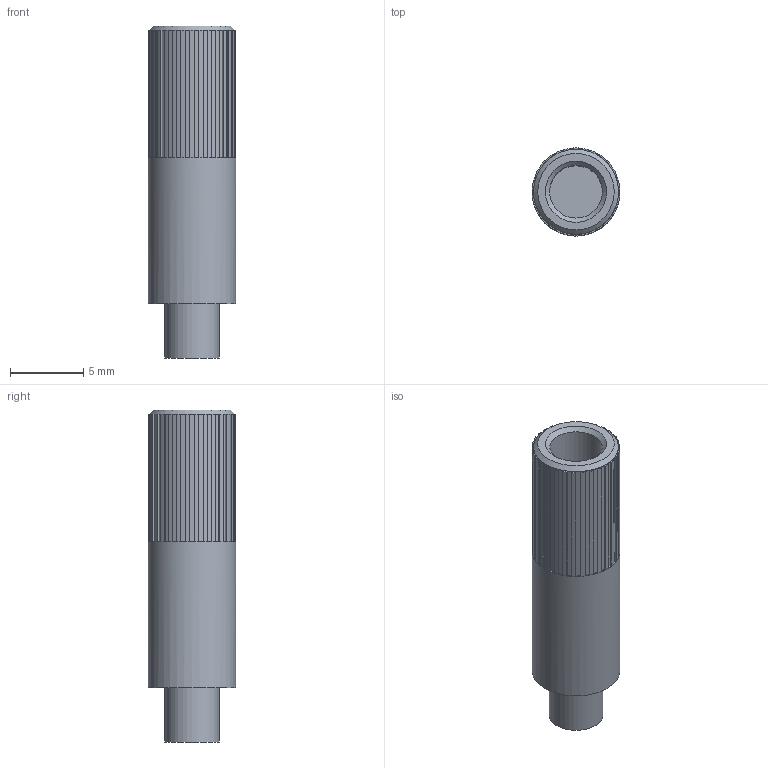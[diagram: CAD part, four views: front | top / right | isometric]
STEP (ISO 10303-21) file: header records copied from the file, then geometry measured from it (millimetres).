
FILE_DESCRIPTION(('FreeCAD Model'),'2;1');
FILE_NAME('Open CASCADE Shape Model','2024-05-27T17:21:25',( 'kicad StepUp'),('ksu MCAD'),'Open CASCADE STEP processor 7.6', 'FreeCAD','Unknown');
FILE_SCHEMA(('AUTOMOTIVE_DESIGN { 1 0 10303 214 1 1 1 1 }'));
Length unit declared in the file: millimetre
Products named in the file (1): PIHER_5214
Bounding box: 6 x 6 x 22.7 mm (x, y, z)
Volume: 414.5 mm3; surface area: 672.2 mm2
Topology: 1 solids, 1 shells, 220 faces, 495 edges, 279 vertices
Faces by surface type: plane 184, cylinder 34, cone 2
Full cylindrical faces by diameter (mm): 3.6 x1, 3.7 x1, 5.809 x1, 6 x1
Entity records: 6006 total; most frequent: DIRECTION 1126, CARTESIAN_POINT 995, ORIENTED_EDGE 990, EDGE_CURVE 495, AXIS2_PLACEMENT_3D 410, LINE 306, VECTOR 306, VERTEX_POINT 279
